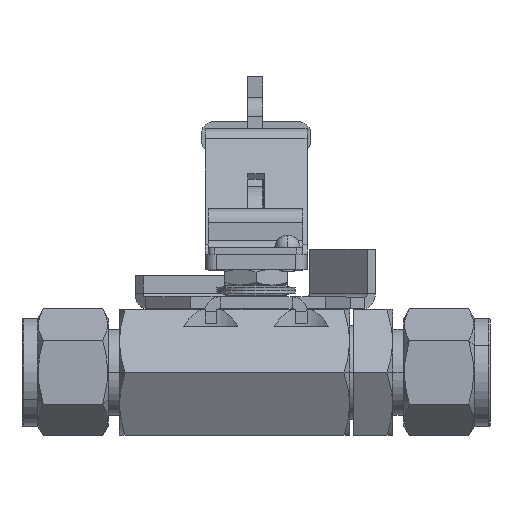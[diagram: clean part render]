
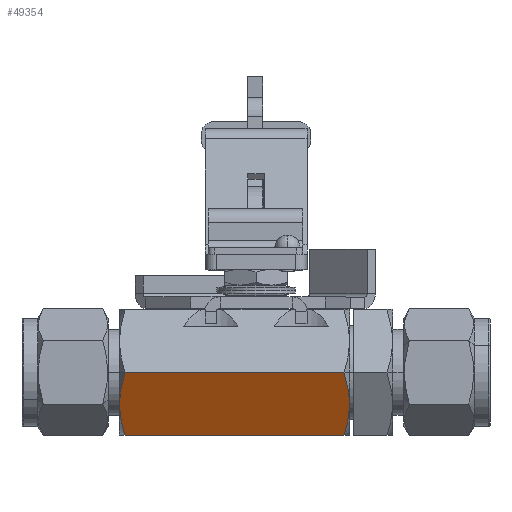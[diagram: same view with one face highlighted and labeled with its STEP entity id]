
A CAD part, top view. The second image highlights one B-rep face of the part: STEP entity #49354.
In plain terms, the highlighted planar face has unit normal (0, -0.5, 0.866).
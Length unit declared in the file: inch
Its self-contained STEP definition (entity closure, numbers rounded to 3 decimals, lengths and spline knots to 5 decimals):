
#3295 = EDGE_CURVE ( 'NONE', #45179, #27781, #39220, .T. ) ;
#6565 = EDGE_CURVE ( 'NONE', #28501, #27781, #32660, .T. ) ;
#8482 = CARTESIAN_POINT ( 'NONE',  ( 0.746, 0., 0.57735 ) ) ;
#9723 = CARTESIAN_POINT ( 'NONE',  ( 0.73881, -0.16503, 0.48207 ) ) ;
#10017 = FACE_OUTER_BOUND ( 'NONE', #36304, .T. ) ;
#10399 = ORIENTED_EDGE ( 'NONE', *, *, #3295, .F. ) ;
#11471 = LINE ( 'NONE', #37169, #64268 ) ;
#11851 = ORIENTED_EDGE ( 'NONE', *, *, #6565, .T. ) ;
#14172 = CARTESIAN_POINT ( 'NONE',  ( 0.69846, 0., 0.57735 ) ) ;
#14834 = CARTESIAN_POINT ( 'NONE',  ( 0.74313, -0.27078, 0.42102 ) ) ;
#15465 = CARTESIAN_POINT ( 'NONE',  ( -1.04046, 0., 0.57735 ) ) ;
#19963 = CARTESIAN_POINT ( 'NONE',  ( 0.73801, -0.33437, 0.3843 ) ) ;
#21828 = B_SPLINE_CURVE_WITH_KNOTS ( 'NONE', 3,
 ( #25088, #60972, #40787, #9723, #45920, #14834, #51173, #19963, #56309, #25319, #61177, #30588 ),
 .UNSPECIFIED., .F., .F.,
 ( 4, 2, 2, 2, 2, 4 ),
 ( 0., 0.0037, 0.00741, 0.00926, 0.01111, 0.01481 ),
 .UNSPECIFIED. ) ;
#23924 = DIRECTION ( 'NONE',  ( 0., 0.5, -0.866 ) ) ;
#24313 = DIRECTION ( 'NONE',  ( -1., 0., 0. ) ) ;
#25088 = CARTESIAN_POINT ( 'NONE',  ( 0.69846, 0., 0.57735 ) ) ;
#25319 = CARTESIAN_POINT ( 'NONE',  ( 0.72332, -0.41792, 0.33607 ) ) ;
#25381 = VECTOR ( 'NONE', #24313, 39.37008 ) ;
#25698 = CARTESIAN_POINT ( 'NONE',  ( 0.746, -0.5, 0.28868 ) ) ;
#27781 = VERTEX_POINT ( 'NONE', #33655 ) ;
#28501 = VERTEX_POINT ( 'NONE', #15465 ) ;
#30588 = CARTESIAN_POINT ( 'NONE',  ( 0.69846, -0.5, 0.28868 ) ) ;
#32660 = B_SPLINE_CURVE_WITH_KNOTS ( 'NONE', 3,
 ( #39826, #40263, #39602, #39512, #39496, #39427, #39411, #39362, #39284, #39266, #39200, #39178 ),
 .UNSPECIFIED., .F., .F.,
 ( 4, 2, 2, 2, 2, 4 ),
 ( 0., 0.0037, 0.00741, 0.00926, 0.01111, 0.01481 ),
 .UNSPECIFIED. ) ;
#33022 = AXIS2_PLACEMENT_3D ( 'NONE', #8482, #23924, #59948 ) ;
#33655 = CARTESIAN_POINT ( 'NONE',  ( -1.04046, -0.5, 0.28868 ) ) ;
#36304 = EDGE_LOOP ( 'NONE', ( #48248, #11851, #10399, #56295 ) ) ;
#36638 = DIRECTION ( 'NONE',  ( -1., 0., 0. ) ) ;
#37169 = CARTESIAN_POINT ( 'NONE',  ( 0.746, 0., 0.57735 ) ) ;
#37626 = EDGE_CURVE ( 'NONE', #58226, #28501, #11471, .T. ) ;
#39178 = CARTESIAN_POINT ( 'NONE',  ( -1.04046, -0.5, 0.28868 ) ) ;
#39200 = CARTESIAN_POINT ( 'NONE',  ( -1.05408, -0.45913, 0.31227 ) ) ;
#39220 = LINE ( 'NONE', #25698, #25381 ) ;
#39266 = CARTESIAN_POINT ( 'NONE',  ( -1.06532, -0.41792, 0.33607 ) ) ;
#39284 = CARTESIAN_POINT ( 'NONE',  ( -1.07699, -0.35535, 0.37219 ) ) ;
#39362 = CARTESIAN_POINT ( 'NONE',  ( -1.08001, -0.33437, 0.3843 ) ) ;
#39411 = CARTESIAN_POINT ( 'NONE',  ( -1.08408, -0.29213, 0.40869 ) ) ;
#39427 = CARTESIAN_POINT ( 'NONE',  ( -1.08513, -0.27078, 0.42102 ) ) ;
#39496 = CARTESIAN_POINT ( 'NONE',  ( -1.08508, -0.20701, 0.45783 ) ) ;
#39512 = CARTESIAN_POINT ( 'NONE',  ( -1.08081, -0.16503, 0.48207 ) ) ;
#39602 = CARTESIAN_POINT ( 'NONE',  ( -1.06528, -0.08194, 0.53004 ) ) ;
#39826 = CARTESIAN_POINT ( 'NONE',  ( -1.04046, 0., 0.57735 ) ) ;
#40263 = CARTESIAN_POINT ( 'NONE',  ( -1.05406, -0.04082, 0.55378 ) ) ;
#40787 = CARTESIAN_POINT ( 'NONE',  ( 0.72328, -0.08194, 0.53004 ) ) ;
#45179 = VERTEX_POINT ( 'NONE', #53122 ) ;
#45920 = CARTESIAN_POINT ( 'NONE',  ( 0.74308, -0.20701, 0.45783 ) ) ;
#48248 = ORIENTED_EDGE ( 'NONE', *, *, #37626, .T. ) ;
#49354 = ADVANCED_FACE ( 'NONE', ( #10017 ), #64465, .F. ) ;
#51173 = CARTESIAN_POINT ( 'NONE',  ( 0.74208, -0.29213, 0.40869 ) ) ;
#53122 = CARTESIAN_POINT ( 'NONE',  ( 0.69846, -0.5, 0.28868 ) ) ;
#56295 = ORIENTED_EDGE ( 'NONE', *, *, #65787, .F. ) ;
#56309 = CARTESIAN_POINT ( 'NONE',  ( 0.73499, -0.35535, 0.37219 ) ) ;
#58226 = VERTEX_POINT ( 'NONE', #14172 ) ;
#59948 = DIRECTION ( 'NONE',  ( 0., 0.866, 0.5 ) ) ;
#60972 = CARTESIAN_POINT ( 'NONE',  ( 0.71206, -0.04082, 0.55378 ) ) ;
#61177 = CARTESIAN_POINT ( 'NONE',  ( 0.71208, -0.45913, 0.31227 ) ) ;
#64268 = VECTOR ( 'NONE', #36638, 39.37008 ) ;
#64465 = PLANE ( 'NONE',  #33022 ) ;
#65787 = EDGE_CURVE ( 'NONE', #58226, #45179, #21828, .T. ) ;
